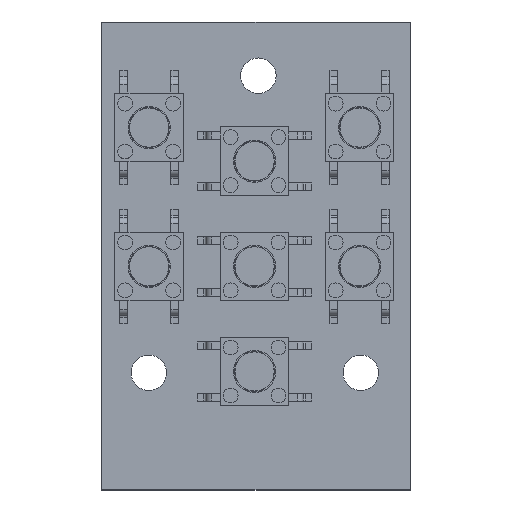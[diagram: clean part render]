
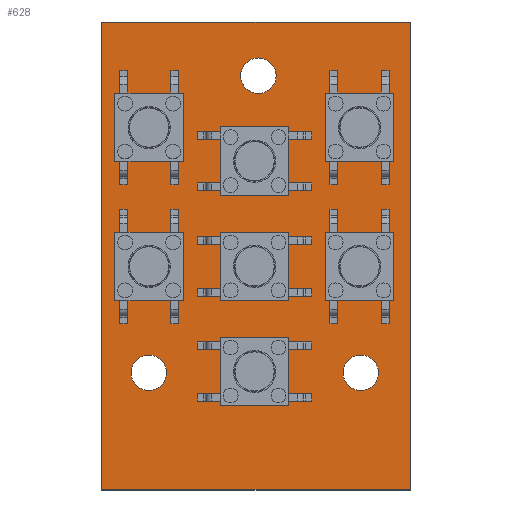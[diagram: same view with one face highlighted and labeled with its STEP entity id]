
A CAD part, top view. The second image highlights one B-rep face of the part: STEP entity #628.
In plain terms, the highlighted planar face has unit normal (0, 0, 1).
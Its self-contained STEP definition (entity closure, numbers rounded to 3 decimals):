
#71 = VERTEX_POINT('',#72);
#72 = CARTESIAN_POINT('',(103.,65.,0.411));
#79 = PLANE('',#80);
#80 = AXIS2_PLACEMENT_3D('',#81,#82,#83);
#81 = CARTESIAN_POINT('',(103.,65.,0.));
#82 = DIRECTION('',(-1.,0.,0.));
#83 = DIRECTION('',(0.,1.,0.));
#91 = PLANE('',#92);
#92 = AXIS2_PLACEMENT_3D('',#93,#94,#95);
#93 = CARTESIAN_POINT('',(130.,65.,0.));
#94 = DIRECTION('',(0.,-1.,0.));
#95 = DIRECTION('',(-1.,0.,0.));
#103 = EDGE_CURVE('',#71,#104,#106,.T.);
#104 = VERTEX_POINT('',#105);
#105 = CARTESIAN_POINT('',(103.,106.,0.411));
#106 = SURFACE_CURVE('',#107,(#111,#118),.PCURVE_S1.);
#107 = LINE('',#108,#109);
#108 = CARTESIAN_POINT('',(103.,65.,0.411));
#109 = VECTOR('',#110,1.);
#110 = DIRECTION('',(0.,1.,0.));
#111 = PCURVE('',#79,#112);
#112 = DEFINITIONAL_REPRESENTATION('',(#113),#117);
#113 = LINE('',#114,#115);
#114 = CARTESIAN_POINT('',(0.,-0.411));
#115 = VECTOR('',#116,1.);
#116 = DIRECTION('',(1.,0.));
#117 = ( GEOMETRIC_REPRESENTATION_CONTEXT(2) 
PARAMETRIC_REPRESENTATION_CONTEXT() REPRESENTATION_CONTEXT('2D SPACE',''
  ) );
#118 = PCURVE('',#119,#124);
#119 = PLANE('',#120);
#120 = AXIS2_PLACEMENT_3D('',#121,#122,#123);
#121 = CARTESIAN_POINT('',(103.,65.,0.411));
#122 = DIRECTION('',(0.,0.,1.));
#123 = DIRECTION('',(1.,0.,0.));
#124 = DEFINITIONAL_REPRESENTATION('',(#125),#129);
#125 = LINE('',#126,#127);
#126 = CARTESIAN_POINT('',(0.,0.));
#127 = VECTOR('',#128,1.);
#128 = DIRECTION('',(0.,1.));
#129 = ( GEOMETRIC_REPRESENTATION_CONTEXT(2) 
PARAMETRIC_REPRESENTATION_CONTEXT() REPRESENTATION_CONTEXT('2D SPACE',''
  ) );
#147 = PLANE('',#148);
#148 = AXIS2_PLACEMENT_3D('',#149,#150,#151);
#149 = CARTESIAN_POINT('',(103.,106.,0.));
#150 = DIRECTION('',(0.,1.,0.));
#151 = DIRECTION('',(1.,0.,0.));
#189 = EDGE_CURVE('',#104,#190,#192,.T.);
#190 = VERTEX_POINT('',#191);
#191 = CARTESIAN_POINT('',(130.,106.,0.411));
#192 = SURFACE_CURVE('',#193,(#197,#204),.PCURVE_S1.);
#193 = LINE('',#194,#195);
#194 = CARTESIAN_POINT('',(103.,106.,0.411));
#195 = VECTOR('',#196,1.);
#196 = DIRECTION('',(1.,0.,0.));
#197 = PCURVE('',#147,#198);
#198 = DEFINITIONAL_REPRESENTATION('',(#199),#203);
#199 = LINE('',#200,#201);
#200 = CARTESIAN_POINT('',(0.,-0.411));
#201 = VECTOR('',#202,1.);
#202 = DIRECTION('',(1.,0.));
#203 = ( GEOMETRIC_REPRESENTATION_CONTEXT(2) 
PARAMETRIC_REPRESENTATION_CONTEXT() REPRESENTATION_CONTEXT('2D SPACE',''
  ) );
#204 = PCURVE('',#119,#205);
#205 = DEFINITIONAL_REPRESENTATION('',(#206),#210);
#206 = LINE('',#207,#208);
#207 = CARTESIAN_POINT('',(0.,41.));
#208 = VECTOR('',#209,1.);
#209 = DIRECTION('',(1.,0.));
#210 = ( GEOMETRIC_REPRESENTATION_CONTEXT(2) 
PARAMETRIC_REPRESENTATION_CONTEXT() REPRESENTATION_CONTEXT('2D SPACE',''
  ) );
#228 = PLANE('',#229);
#229 = AXIS2_PLACEMENT_3D('',#230,#231,#232);
#230 = CARTESIAN_POINT('',(130.,106.,0.));
#231 = DIRECTION('',(1.,0.,0.));
#232 = DIRECTION('',(0.,-1.,0.));
#265 = EDGE_CURVE('',#190,#266,#268,.T.);
#266 = VERTEX_POINT('',#267);
#267 = CARTESIAN_POINT('',(130.,65.,0.411));
#268 = SURFACE_CURVE('',#269,(#273,#280),.PCURVE_S1.);
#269 = LINE('',#270,#271);
#270 = CARTESIAN_POINT('',(130.,106.,0.411));
#271 = VECTOR('',#272,1.);
#272 = DIRECTION('',(0.,-1.,0.));
#273 = PCURVE('',#228,#274);
#274 = DEFINITIONAL_REPRESENTATION('',(#275),#279);
#275 = LINE('',#276,#277);
#276 = CARTESIAN_POINT('',(0.,-0.411));
#277 = VECTOR('',#278,1.);
#278 = DIRECTION('',(1.,0.));
#279 = ( GEOMETRIC_REPRESENTATION_CONTEXT(2) 
PARAMETRIC_REPRESENTATION_CONTEXT() REPRESENTATION_CONTEXT('2D SPACE',''
  ) );
#280 = PCURVE('',#119,#281);
#281 = DEFINITIONAL_REPRESENTATION('',(#282),#286);
#282 = LINE('',#283,#284);
#283 = CARTESIAN_POINT('',(27.,41.));
#284 = VECTOR('',#285,1.);
#285 = DIRECTION('',(0.,-1.));
#286 = ( GEOMETRIC_REPRESENTATION_CONTEXT(2) 
PARAMETRIC_REPRESENTATION_CONTEXT() REPRESENTATION_CONTEXT('2D SPACE',''
  ) );
#336 = EDGE_CURVE('',#266,#71,#337,.T.);
#337 = SURFACE_CURVE('',#338,(#342,#349),.PCURVE_S1.);
#338 = LINE('',#339,#340);
#339 = CARTESIAN_POINT('',(130.,65.,0.411));
#340 = VECTOR('',#341,1.);
#341 = DIRECTION('',(-1.,0.,0.));
#342 = PCURVE('',#91,#343);
#343 = DEFINITIONAL_REPRESENTATION('',(#344),#348);
#344 = LINE('',#345,#346);
#345 = CARTESIAN_POINT('',(0.,-0.411));
#346 = VECTOR('',#347,1.);
#347 = DIRECTION('',(1.,0.));
#348 = ( GEOMETRIC_REPRESENTATION_CONTEXT(2) 
PARAMETRIC_REPRESENTATION_CONTEXT() REPRESENTATION_CONTEXT('2D SPACE',''
  ) );
#349 = PCURVE('',#119,#350);
#350 = DEFINITIONAL_REPRESENTATION('',(#351),#355);
#351 = LINE('',#352,#353);
#352 = CARTESIAN_POINT('',(27.,0.));
#353 = VECTOR('',#354,1.);
#354 = DIRECTION('',(-1.,0.));
#355 = ( GEOMETRIC_REPRESENTATION_CONTEXT(2) 
PARAMETRIC_REPRESENTATION_CONTEXT() REPRESENTATION_CONTEXT('2D SPACE',''
  ) );
#385 = VERTEX_POINT('',#386);
#386 = CARTESIAN_POINT('',(108.65,75.275,0.411));
#393 = CYLINDRICAL_SURFACE('',#394,1.55);
#394 = AXIS2_PLACEMENT_3D('',#395,#396,#397);
#395 = CARTESIAN_POINT('',(107.1,75.275,0.));
#396 = DIRECTION('',(0.,0.,-1.));
#397 = DIRECTION('',(1.,0.,0.));
#412 = EDGE_CURVE('',#385,#385,#413,.T.);
#413 = SURFACE_CURVE('',#414,(#419,#426),.PCURVE_S1.);
#414 = CIRCLE('',#415,1.55);
#415 = AXIS2_PLACEMENT_3D('',#416,#417,#418);
#416 = CARTESIAN_POINT('',(107.1,75.275,0.411));
#417 = DIRECTION('',(0.,0.,1.));
#418 = DIRECTION('',(1.,0.,0.));
#419 = PCURVE('',#393,#420);
#420 = DEFINITIONAL_REPRESENTATION('',(#421),#425);
#421 = LINE('',#422,#423);
#422 = CARTESIAN_POINT('',(0.,-0.411));
#423 = VECTOR('',#424,1.);
#424 = DIRECTION('',(-1.,0.));
#425 = ( GEOMETRIC_REPRESENTATION_CONTEXT(2) 
PARAMETRIC_REPRESENTATION_CONTEXT() REPRESENTATION_CONTEXT('2D SPACE',''
  ) );
#426 = PCURVE('',#119,#427);
#427 = DEFINITIONAL_REPRESENTATION('',(#428),#432);
#428 = CIRCLE('',#429,1.55);
#429 = AXIS2_PLACEMENT_2D('',#430,#431);
#430 = CARTESIAN_POINT('',(4.1,10.275));
#431 = DIRECTION('',(1.,0.));
#432 = ( GEOMETRIC_REPRESENTATION_CONTEXT(2) 
PARAMETRIC_REPRESENTATION_CONTEXT() REPRESENTATION_CONTEXT('2D SPACE',''
  ) );
#463 = VERTEX_POINT('',#464);
#464 = CARTESIAN_POINT('',(127.225,75.275,0.411));
#471 = CYLINDRICAL_SURFACE('',#472,1.55);
#472 = AXIS2_PLACEMENT_3D('',#473,#474,#475);
#473 = CARTESIAN_POINT('',(125.675,75.275,0.));
#474 = DIRECTION('',(0.,0.,-1.));
#475 = DIRECTION('',(1.,0.,0.));
#490 = EDGE_CURVE('',#463,#463,#491,.T.);
#491 = SURFACE_CURVE('',#492,(#497,#504),.PCURVE_S1.);
#492 = CIRCLE('',#493,1.55);
#493 = AXIS2_PLACEMENT_3D('',#494,#495,#496);
#494 = CARTESIAN_POINT('',(125.675,75.275,0.411));
#495 = DIRECTION('',(0.,0.,1.));
#496 = DIRECTION('',(1.,0.,0.));
#497 = PCURVE('',#471,#498);
#498 = DEFINITIONAL_REPRESENTATION('',(#499),#503);
#499 = LINE('',#500,#501);
#500 = CARTESIAN_POINT('',(0.,-0.411));
#501 = VECTOR('',#502,1.);
#502 = DIRECTION('',(-1.,0.));
#503 = ( GEOMETRIC_REPRESENTATION_CONTEXT(2) 
PARAMETRIC_REPRESENTATION_CONTEXT() REPRESENTATION_CONTEXT('2D SPACE',''
  ) );
#504 = PCURVE('',#119,#505);
#505 = DEFINITIONAL_REPRESENTATION('',(#506),#510);
#506 = CIRCLE('',#507,1.55);
#507 = AXIS2_PLACEMENT_2D('',#508,#509);
#508 = CARTESIAN_POINT('',(22.675,10.275));
#509 = DIRECTION('',(1.,0.));
#510 = ( GEOMETRIC_REPRESENTATION_CONTEXT(2) 
PARAMETRIC_REPRESENTATION_CONTEXT() REPRESENTATION_CONTEXT('2D SPACE',''
  ) );
#541 = VERTEX_POINT('',#542);
#542 = CARTESIAN_POINT('',(118.261,101.3,0.411));
#549 = CYLINDRICAL_SURFACE('',#550,1.55);
#550 = AXIS2_PLACEMENT_3D('',#551,#552,#553);
#551 = CARTESIAN_POINT('',(116.711,101.3,0.));
#552 = DIRECTION('',(0.,0.,-1.));
#553 = DIRECTION('',(1.,0.,0.));
#568 = EDGE_CURVE('',#541,#541,#569,.T.);
#569 = SURFACE_CURVE('',#570,(#575,#582),.PCURVE_S1.);
#570 = CIRCLE('',#571,1.55);
#571 = AXIS2_PLACEMENT_3D('',#572,#573,#574);
#572 = CARTESIAN_POINT('',(116.711,101.3,0.411));
#573 = DIRECTION('',(0.,0.,1.));
#574 = DIRECTION('',(1.,0.,0.));
#575 = PCURVE('',#549,#576);
#576 = DEFINITIONAL_REPRESENTATION('',(#577),#581);
#577 = LINE('',#578,#579);
#578 = CARTESIAN_POINT('',(0.,-0.411));
#579 = VECTOR('',#580,1.);
#580 = DIRECTION('',(-1.,0.));
#581 = ( GEOMETRIC_REPRESENTATION_CONTEXT(2) 
PARAMETRIC_REPRESENTATION_CONTEXT() REPRESENTATION_CONTEXT('2D SPACE',''
  ) );
#582 = PCURVE('',#119,#583);
#583 = DEFINITIONAL_REPRESENTATION('',(#584),#588);
#584 = CIRCLE('',#585,1.55);
#585 = AXIS2_PLACEMENT_2D('',#586,#587);
#586 = CARTESIAN_POINT('',(13.711,36.3));
#587 = DIRECTION('',(1.,0.));
#588 = ( GEOMETRIC_REPRESENTATION_CONTEXT(2) 
PARAMETRIC_REPRESENTATION_CONTEXT() REPRESENTATION_CONTEXT('2D SPACE',''
  ) );
#628 = ADVANCED_FACE('',(#629,#635,#638,#641),#119,.T.);
#629 = FACE_BOUND('',#630,.F.);
#630 = EDGE_LOOP('',(#631,#632,#633,#634));
#631 = ORIENTED_EDGE('',*,*,#103,.T.);
#632 = ORIENTED_EDGE('',*,*,#189,.T.);
#633 = ORIENTED_EDGE('',*,*,#265,.T.);
#634 = ORIENTED_EDGE('',*,*,#336,.T.);
#635 = FACE_BOUND('',#636,.T.);
#636 = EDGE_LOOP('',(#637));
#637 = ORIENTED_EDGE('',*,*,#412,.F.);
#638 = FACE_BOUND('',#639,.T.);
#639 = EDGE_LOOP('',(#640));
#640 = ORIENTED_EDGE('',*,*,#490,.F.);
#641 = FACE_BOUND('',#642,.T.);
#642 = EDGE_LOOP('',(#643));
#643 = ORIENTED_EDGE('',*,*,#568,.F.);
